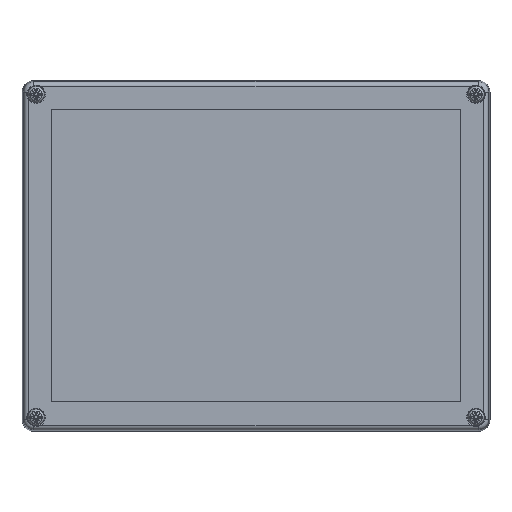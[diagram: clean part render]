
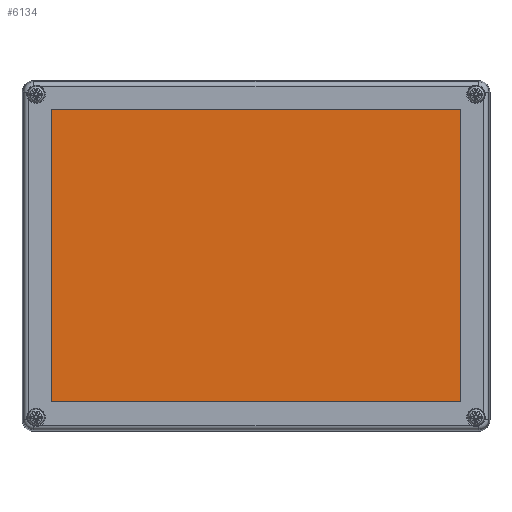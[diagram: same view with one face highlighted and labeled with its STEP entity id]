
A CAD part, top view. The second image highlights one B-rep face of the part: STEP entity #6134.
In plain terms, the highlighted face is planar.
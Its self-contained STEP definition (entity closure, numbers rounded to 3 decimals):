
#6004=CARTESIAN_POINT('',(87.5,62.4,-39.1));
#6005=VERTEX_POINT('',#6004);
#6006=CARTESIAN_POINT('',(87.5,-62.4,-39.1));
#6007=VERTEX_POINT('',#6006);
#6008=CARTESIAN_POINT('',(87.5,62.4,-39.1));
#6009=DIRECTION('',(0.0,-1.0,0.0));
#6010=VECTOR('',#6009,124.8);
#6011=LINE('',#6008,#6010);
#6012=EDGE_CURVE('',#6005,#6007,#6011,.T.);
#6044=CARTESIAN_POINT('',(-87.5,-62.4,-39.1));
#6045=VERTEX_POINT('',#6044);
#6046=CARTESIAN_POINT('',(87.5,-62.4,-39.1));
#6047=DIRECTION('',(-1.0,0.0,0.0));
#6048=VECTOR('',#6047,175.);
#6049=LINE('',#6046,#6048);
#6050=EDGE_CURVE('',#6007,#6045,#6049,.T.);
#6075=CARTESIAN_POINT('',(-87.5,62.4,-39.1));
#6076=VERTEX_POINT('',#6075);
#6077=CARTESIAN_POINT('',(-87.5,-62.4,-39.1));
#6078=DIRECTION('',(0.0,1.0,0.0));
#6079=VECTOR('',#6078,124.8);
#6080=LINE('',#6077,#6079);
#6081=EDGE_CURVE('',#6045,#6076,#6080,.T.);
#6106=CARTESIAN_POINT('',(-87.5,62.4,-39.1));
#6107=DIRECTION('',(1.0,0.0,0.0));
#6108=VECTOR('',#6107,175.0);
#6109=LINE('',#6106,#6108);
#6110=EDGE_CURVE('',#6076,#6005,#6109,.T.);
#6123=CARTESIAN_POINT('',(0.,0.,-39.1));
#6124=DIRECTION('',(0.0,0.0,1.0));
#6125=DIRECTION('',(1.0,0.0,0.0));
#6126=AXIS2_PLACEMENT_3D('',#6123,#6124,#6125);
#6127=PLANE('',#6126);
#6128=ORIENTED_EDGE('',*,*,#6012,.T.);
#6129=ORIENTED_EDGE('',*,*,#6050,.T.);
#6130=ORIENTED_EDGE('',*,*,#6081,.T.);
#6131=ORIENTED_EDGE('',*,*,#6110,.T.);
#6132=EDGE_LOOP('',(#6128,#6129,#6130,#6131));
#6133=FACE_OUTER_BOUND('',#6132,.T.);
#6134=ADVANCED_FACE('',(#6133),#6127,.F.);
